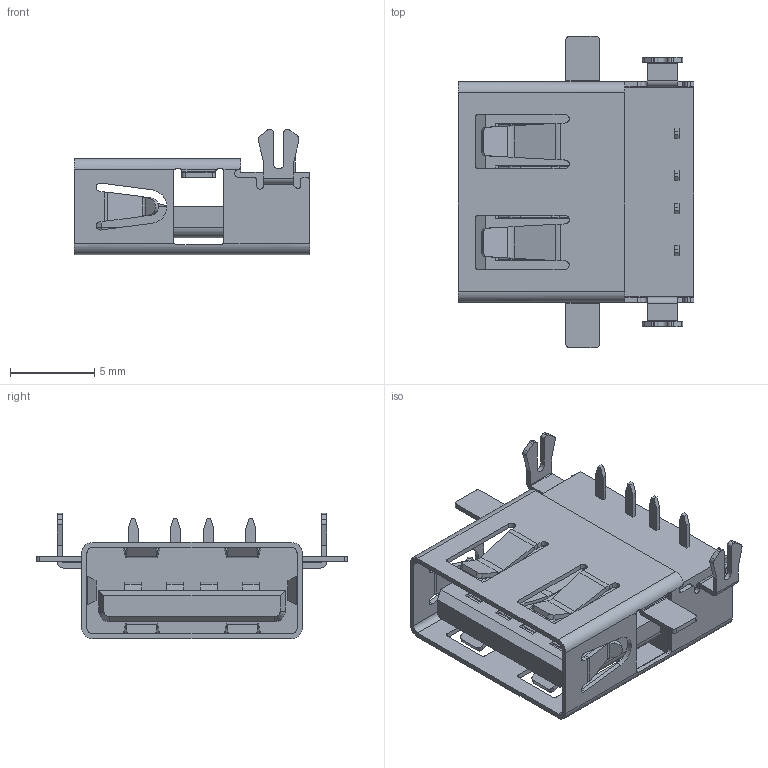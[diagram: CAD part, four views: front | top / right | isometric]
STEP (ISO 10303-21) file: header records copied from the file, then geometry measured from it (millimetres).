
FILE_DESCRIPTION((''),'2;1');
FILE_NAME('USB_1','2012-09-04T',('Administrator'),(''),'PRO/ENGINEER BY PARAMETRIC TECHNOLOGY CORPORATION, 2008230','PRO/ENGINEER BY PARAMETRIC TECHNOLOGY CORPORATION, 2008230','');
FILE_SCHEMA(('AUTOMOTIVE_DESIGN_CC2 { 1 2 10303 214 -1 1 5 2 }'));
Length unit declared in the file: millimetre
Products named in the file (1): USB_1
Bounding box: 14 x 18.5 x 7.45 mm (x, y, z)
Surface area: 1384.7 mm2 (no closed solid volume)
Topology: 0 solids, 1 shells, 416 faces, 1154 edges, 738 vertices
Faces by surface type: plane 248, cylinder 142, bspline 24, cone 2
Entity records: 13719 total; most frequent: CARTESIAN_POINT 3083, ORIENTED_EDGE 2300, DIRECTION 2100, EDGE_CURVE 1154, VECTOR 814, LINE 814, VERTEX_POINT 738, AXIS2_PLACEMENT_3D 643
